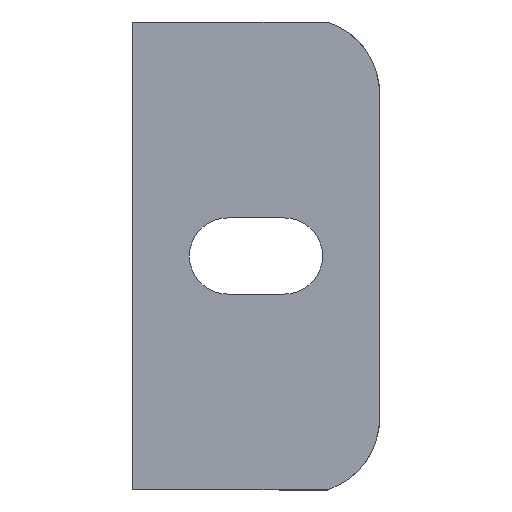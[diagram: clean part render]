
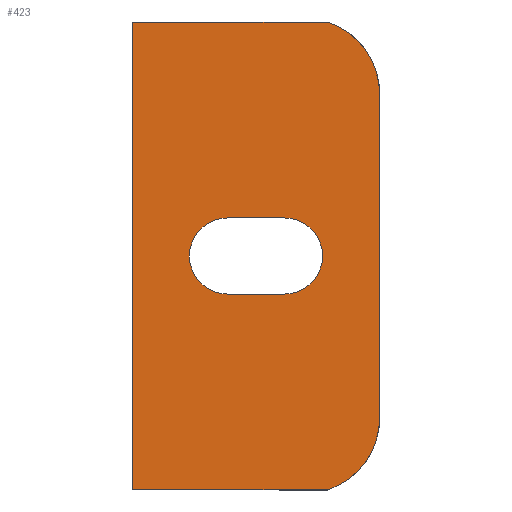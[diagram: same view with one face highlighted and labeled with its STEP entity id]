
A CAD part, left-side view. The second image highlights one B-rep face of the part: STEP entity #423.
In plain terms, the highlighted planar face has unit normal (-1, 0, 0).
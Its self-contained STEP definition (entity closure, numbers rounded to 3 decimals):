
#20=FACE_BOUND('',#87,.T.);
#30=CIRCLE('',#459,2.);
#32=CIRCLE('',#463,2.);
#38=CIRCLE('',#482,4.);
#39=CIRCLE('',#483,4.);
#64=FACE_OUTER_BOUND('',#86,.T.);
#86=EDGE_LOOP('',(#339,#340,#341,#342,#343,#344));
#87=EDGE_LOOP('',(#345,#346,#347,#348));
#99=LINE('',#632,#139);
#104=LINE('',#646,#144);
#120=LINE('',#723,#160);
#125=LINE('',#735,#165);
#130=LINE('',#748,#170);
#131=LINE('',#750,#171);
#139=VECTOR('',#504,10.);
#144=VECTOR('',#517,10.);
#160=VECTOR('',#565,10.);
#165=VECTOR('',#574,10.);
#170=VECTOR('',#585,10.);
#171=VECTOR('',#588,10.);
#179=VERTEX_POINT('',#630);
#180=VERTEX_POINT('',#631);
#183=VERTEX_POINT('',#639);
#185=VERTEX_POINT('',#645);
#203=VERTEX_POINT('',#721);
#204=VERTEX_POINT('',#722);
#208=VERTEX_POINT('',#733);
#209=VERTEX_POINT('',#734);
#213=VERTEX_POINT('',#745);
#214=VERTEX_POINT('',#747);
#219=EDGE_CURVE('',#179,#180,#99,.T.);
#223=EDGE_CURVE('',#180,#183,#30,.T.);
#226=EDGE_CURVE('',#183,#185,#104,.T.);
#229=EDGE_CURVE('',#185,#179,#32,.T.);
#252=EDGE_CURVE('',#203,#204,#120,.T.);
#258=EDGE_CURVE('',#208,#209,#125,.T.);
#264=EDGE_CURVE('',#213,#209,#38,.T.);
#265=EDGE_CURVE('',#213,#214,#130,.T.);
#266=EDGE_CURVE('',#203,#214,#39,.T.);
#267=EDGE_CURVE('',#208,#204,#131,.T.);
#339=ORIENTED_EDGE('',*,*,#258,.T.);
#340=ORIENTED_EDGE('',*,*,#264,.F.);
#341=ORIENTED_EDGE('',*,*,#265,.T.);
#342=ORIENTED_EDGE('',*,*,#266,.F.);
#343=ORIENTED_EDGE('',*,*,#252,.T.);
#344=ORIENTED_EDGE('',*,*,#267,.F.);
#345=ORIENTED_EDGE('',*,*,#226,.T.);
#346=ORIENTED_EDGE('',*,*,#229,.T.);
#347=ORIENTED_EDGE('',*,*,#219,.T.);
#348=ORIENTED_EDGE('',*,*,#223,.T.);
#406=PLANE('',#481);
#423=ADVANCED_FACE('',(#64,#20),#406,.T.);
#459=AXIS2_PLACEMENT_3D('',#640,#510,#511);
#463=AXIS2_PLACEMENT_3D('',#651,#522,#523);
#481=AXIS2_PLACEMENT_3D('',#744,#581,#582);
#482=AXIS2_PLACEMENT_3D('',#746,#583,#584);
#483=AXIS2_PLACEMENT_3D('',#749,#586,#587);
#504=DIRECTION('',(0.,-1.,0.));
#510=DIRECTION('center_axis',(1.,0.,0.));
#511=DIRECTION('ref_axis',(0.,0.,1.));
#517=DIRECTION('',(0.,1.,0.));
#522=DIRECTION('center_axis',(1.,0.,0.));
#523=DIRECTION('ref_axis',(0.,0.,-1.));
#565=DIRECTION('',(0.,1.,0.));
#574=DIRECTION('',(0.,-1.,0.));
#581=DIRECTION('center_axis',(-1.,0.,0.));
#582=DIRECTION('ref_axis',(0.,-1.,0.));
#583=DIRECTION('center_axis',(1.,0.,0.));
#584=DIRECTION('ref_axis',(0.,-0.707,-0.707));
#585=DIRECTION('',(0.,0.,1.));
#586=DIRECTION('center_axis',(1.,0.,0.));
#587=DIRECTION('ref_axis',(0.,-0.707,0.707));
#588=DIRECTION('',(0.,0.,1.));
#630=CARTESIAN_POINT('',(0.,-5.,14.5));
#631=CARTESIAN_POINT('',(0.,-8.,14.5));
#632=CARTESIAN_POINT('',(0.,-8.5,14.5));
#639=CARTESIAN_POINT('',(0.,-8.,10.5));
#640=CARTESIAN_POINT('Origin',(0.,-8.,
12.5));
#645=CARTESIAN_POINT('',(0.,-5.,10.5));
#646=CARTESIAN_POINT('',(0.,-7.,10.5));
#651=CARTESIAN_POINT('Origin',(0.,-5.,12.5));
#721=CARTESIAN_POINT('',(0.,-10.249,24.8));
#722=CARTESIAN_POINT('',(0.,0.,24.8));
#723=CARTESIAN_POINT('',(0.,-4.5,24.8));
#733=CARTESIAN_POINT('',(0.,0.,0.2));
#734=CARTESIAN_POINT('',(0.,-10.249,0.2));
#735=CARTESIAN_POINT('',(0.,-4.5,0.2));
#744=CARTESIAN_POINT('Origin',(0.,-9.,0.));
#745=CARTESIAN_POINT('',(0.,-13.,4.));
#746=CARTESIAN_POINT('Origin',(0.,-9.,
4.));
#747=CARTESIAN_POINT('',(0.,-13.,21.));
#748=CARTESIAN_POINT('',(0.,-13.,0.));
#749=CARTESIAN_POINT('Origin',(0.,-9.,
21.));
#750=CARTESIAN_POINT('',(0.,0.,0.));
